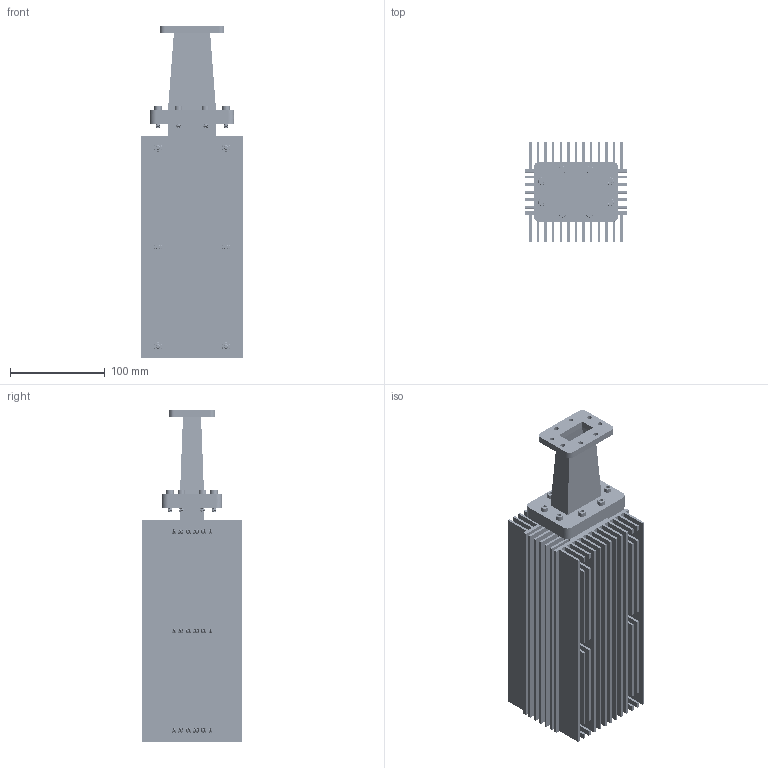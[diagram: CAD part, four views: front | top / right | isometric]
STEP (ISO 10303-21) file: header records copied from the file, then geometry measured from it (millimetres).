
FILE_DESCRIPTION (( 'STEP AP214' ), '1' );
FILE_NAME ('PE-W137TR1001.step', '2021-06-04T19:02:44', ( '' ), ( '' ), 'SwSTEP 2.0', 'SolidWorks 2020', '' );
FILE_SCHEMA (( 'AUTOMOTIVE_DESIGN' ));
Products named in the file (1): PE-W137TR1001
Bounding box: 107.6 x 105 x 350 mm (x, y, z)
Volume: 1160693.5 mm3; surface area: 649074.1 mm2
Topology: 1 solids, 7 shells, 2904 faces, 8093 edges, 5280 vertices
Faces by surface type: cylinder 1998, plane 493, cone 288, bspline 125
Entity records: 293954 total; most frequent: CARTESIAN_POINT 231877, ORIENTED_EDGE 16186, DIRECTION 9883, EDGE_CURVE 8093, VERTEX_POINT 5280, AXIS2_PLACEMENT_3D 3420, EDGE_LOOP 3069, LINE 3043
